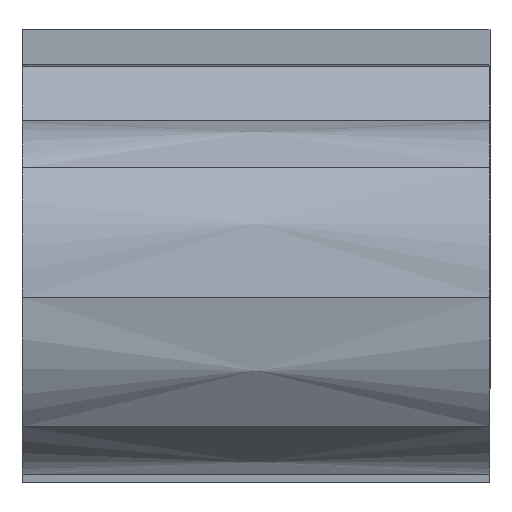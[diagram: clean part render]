
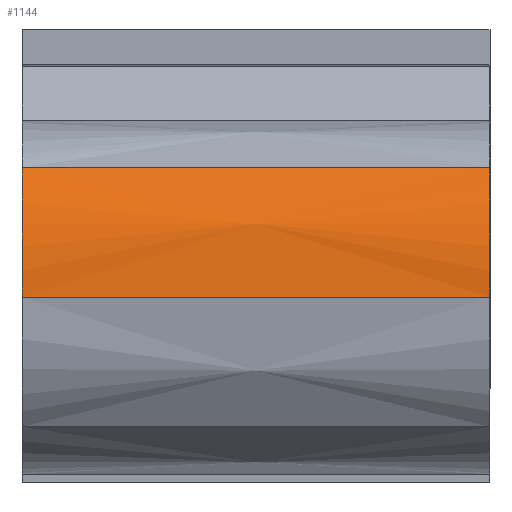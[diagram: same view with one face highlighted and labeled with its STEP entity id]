
A CAD part, left-side view. The second image highlights one B-rep face of the part: STEP entity #1144.
In plain terms, the highlighted face is a extrusion surface.
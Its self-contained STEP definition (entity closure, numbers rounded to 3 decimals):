
#143 = PLANE('',#144);
#144 = AXIS2_PLACEMENT_3D('',#145,#146,#147);
#145 = CARTESIAN_POINT('',(-48.989,-9.678,20.));
#146 = DIRECTION('',(0.,0.,1.));
#147 = DIRECTION('',(1.,0.,0.));
#199 = PLANE('',#200);
#200 = AXIS2_PLACEMENT_3D('',#201,#202,#203);
#201 = CARTESIAN_POINT('',(-48.989,-9.678,0.));
#202 = DIRECTION('',(0.,0.,1.));
#203 = DIRECTION('',(1.,0.,0.));
#1032 = SURFACE_OF_LINEAR_EXTRUSION('',#1033,#1037);
#1033 = B_SPLINE_CURVE_WITH_KNOTS('',2,(#1034,#1035,#1036),
  .UNSPECIFIED.,.F.,.F.,(3,3),(0.,1.),.PIECEWISE_BEZIER_KNOTS.);
#1034 = CARTESIAN_POINT('',(-40.747,-9.961,0.));
#1035 = CARTESIAN_POINT('',(-44.058,-9.961,0.));
#1036 = CARTESIAN_POINT('',(-45.962,-7.935,0.));
#1037 = VECTOR('',#1038,1.);
#1038 = DIRECTION('',(-0.,-0.,-1.));
#1072 = VERTEX_POINT('',#1073);
#1073 = CARTESIAN_POINT('',(-45.962,-7.935,20.));
#1094 = EDGE_CURVE('',#1095,#1072,#1097,.T.);
#1095 = VERTEX_POINT('',#1096);
#1096 = CARTESIAN_POINT('',(-45.962,-7.935,0.));
#1097 = SURFACE_CURVE('',#1098,(#1102,#1109),.PCURVE_S1.);
#1098 = LINE('',#1099,#1100);
#1099 = CARTESIAN_POINT('',(-45.962,-7.935,0.));
#1100 = VECTOR('',#1101,1.);
#1101 = DIRECTION('',(0.,0.,1.));
#1102 = PCURVE('',#1032,#1103);
#1103 = DEFINITIONAL_REPRESENTATION('',(#1104),#1108);
#1104 = LINE('',#1105,#1106);
#1105 = CARTESIAN_POINT('',(1.,0.));
#1106 = VECTOR('',#1107,1.);
#1107 = DIRECTION('',(0.,-1.));
#1108 = ( GEOMETRIC_REPRESENTATION_CONTEXT(2) 
PARAMETRIC_REPRESENTATION_CONTEXT() REPRESENTATION_CONTEXT('2D SPACE',''
  ) );
#1109 = PCURVE('',#1110,#1117);
#1110 = SURFACE_OF_LINEAR_EXTRUSION('',#1111,#1115);
#1111 = B_SPLINE_CURVE_WITH_KNOTS('',2,(#1112,#1113,#1114),
  .UNSPECIFIED.,.F.,.F.,(3,3),(0.,1.),.PIECEWISE_BEZIER_KNOTS.);
#1112 = CARTESIAN_POINT('',(-45.962,-7.935,0.));
#1113 = CARTESIAN_POINT('',(-47.866,-5.908,0.));
#1114 = CARTESIAN_POINT('',(-47.866,-2.402,0.));
#1115 = VECTOR('',#1116,1.);
#1116 = DIRECTION('',(-0.,-0.,-1.));
#1117 = DEFINITIONAL_REPRESENTATION('',(#1118),#1122);
#1118 = LINE('',#1119,#1120);
#1119 = CARTESIAN_POINT('',(0.,0.));
#1120 = VECTOR('',#1121,1.);
#1121 = DIRECTION('',(0.,-1.));
#1122 = ( GEOMETRIC_REPRESENTATION_CONTEXT(2) 
PARAMETRIC_REPRESENTATION_CONTEXT() REPRESENTATION_CONTEXT('2D SPACE',''
  ) );
#1144 = ADVANCED_FACE('',(#1145),#1110,.T.);
#1145 = FACE_BOUND('',#1146,.T.);
#1146 = EDGE_LOOP('',(#1147,#1148,#1171,#1201));
#1147 = ORIENTED_EDGE('',*,*,#1094,.T.);
#1148 = ORIENTED_EDGE('',*,*,#1149,.T.);
#1149 = EDGE_CURVE('',#1072,#1150,#1152,.T.);
#1150 = VERTEX_POINT('',#1151);
#1151 = CARTESIAN_POINT('',(-47.866,-2.402,20.));
#1152 = SURFACE_CURVE('',#1153,(#1157,#1164),.PCURVE_S1.);
#1153 = B_SPLINE_CURVE_WITH_KNOTS('',2,(#1154,#1155,#1156),
  .UNSPECIFIED.,.F.,.F.,(3,3),(0.,1.),.PIECEWISE_BEZIER_KNOTS.);
#1154 = CARTESIAN_POINT('',(-45.962,-7.935,20.));
#1155 = CARTESIAN_POINT('',(-47.866,-5.908,20.));
#1156 = CARTESIAN_POINT('',(-47.866,-2.402,20.));
#1157 = PCURVE('',#1110,#1158);
#1158 = DEFINITIONAL_REPRESENTATION('',(#1159),#1163);
#1159 = LINE('',#1160,#1161);
#1160 = CARTESIAN_POINT('',(0.,-20.));
#1161 = VECTOR('',#1162,1.);
#1162 = DIRECTION('',(1.,0.));
#1163 = ( GEOMETRIC_REPRESENTATION_CONTEXT(2) 
PARAMETRIC_REPRESENTATION_CONTEXT() REPRESENTATION_CONTEXT('2D SPACE',''
  ) );
#1164 = PCURVE('',#143,#1165);
#1165 = DEFINITIONAL_REPRESENTATION('',(#1166),#1170);
#1166 = B_SPLINE_CURVE_WITH_KNOTS('',2,(#1167,#1168,#1169),
  .UNSPECIFIED.,.F.,.F.,(3,3),(0.,1.),.PIECEWISE_BEZIER_KNOTS.);
#1167 = CARTESIAN_POINT('',(3.027,1.743));
#1168 = CARTESIAN_POINT('',(1.123,3.77));
#1169 = CARTESIAN_POINT('',(1.123,7.275));
#1170 = ( GEOMETRIC_REPRESENTATION_CONTEXT(2) 
PARAMETRIC_REPRESENTATION_CONTEXT() REPRESENTATION_CONTEXT('2D SPACE',''
  ) );
#1171 = ORIENTED_EDGE('',*,*,#1172,.F.);
#1172 = EDGE_CURVE('',#1173,#1150,#1175,.T.);
#1173 = VERTEX_POINT('',#1174);
#1174 = CARTESIAN_POINT('',(-47.866,-2.402,0.));
#1175 = SURFACE_CURVE('',#1176,(#1180,#1187),.PCURVE_S1.);
#1176 = LINE('',#1177,#1178);
#1177 = CARTESIAN_POINT('',(-47.866,-2.402,0.));
#1178 = VECTOR('',#1179,1.);
#1179 = DIRECTION('',(0.,0.,1.));
#1180 = PCURVE('',#1110,#1181);
#1181 = DEFINITIONAL_REPRESENTATION('',(#1182),#1186);
#1182 = LINE('',#1183,#1184);
#1183 = CARTESIAN_POINT('',(1.,0.));
#1184 = VECTOR('',#1185,1.);
#1185 = DIRECTION('',(0.,-1.));
#1186 = ( GEOMETRIC_REPRESENTATION_CONTEXT(2) 
PARAMETRIC_REPRESENTATION_CONTEXT() REPRESENTATION_CONTEXT('2D SPACE',''
  ) );
#1187 = PCURVE('',#1188,#1195);
#1188 = SURFACE_OF_LINEAR_EXTRUSION('',#1189,#1193);
#1189 = B_SPLINE_CURVE_WITH_KNOTS('',2,(#1190,#1191,#1192),
  .UNSPECIFIED.,.F.,.F.,(3,3),(0.,1.),.PIECEWISE_BEZIER_KNOTS.);
#1190 = CARTESIAN_POINT('',(-47.866,-2.402,0.));
#1191 = CARTESIAN_POINT('',(-47.866,1.113,0.));
#1192 = CARTESIAN_POINT('',(-45.962,3.14,0.));
#1193 = VECTOR('',#1194,1.);
#1194 = DIRECTION('',(-0.,-0.,-1.));
#1195 = DEFINITIONAL_REPRESENTATION('',(#1196),#1200);
#1196 = LINE('',#1197,#1198);
#1197 = CARTESIAN_POINT('',(0.,0.));
#1198 = VECTOR('',#1199,1.);
#1199 = DIRECTION('',(0.,-1.));
#1200 = ( GEOMETRIC_REPRESENTATION_CONTEXT(2) 
PARAMETRIC_REPRESENTATION_CONTEXT() REPRESENTATION_CONTEXT('2D SPACE',''
  ) );
#1201 = ORIENTED_EDGE('',*,*,#1202,.F.);
#1202 = EDGE_CURVE('',#1095,#1173,#1203,.T.);
#1203 = SURFACE_CURVE('',#1204,(#1208,#1215),.PCURVE_S1.);
#1204 = B_SPLINE_CURVE_WITH_KNOTS('',2,(#1205,#1206,#1207),
  .UNSPECIFIED.,.F.,.F.,(3,3),(0.,1.),.PIECEWISE_BEZIER_KNOTS.);
#1205 = CARTESIAN_POINT('',(-45.962,-7.935,0.));
#1206 = CARTESIAN_POINT('',(-47.866,-5.908,0.));
#1207 = CARTESIAN_POINT('',(-47.866,-2.402,0.));
#1208 = PCURVE('',#1110,#1209);
#1209 = DEFINITIONAL_REPRESENTATION('',(#1210),#1214);
#1210 = LINE('',#1211,#1212);
#1211 = CARTESIAN_POINT('',(0.,0.));
#1212 = VECTOR('',#1213,1.);
#1213 = DIRECTION('',(1.,0.));
#1214 = ( GEOMETRIC_REPRESENTATION_CONTEXT(2) 
PARAMETRIC_REPRESENTATION_CONTEXT() REPRESENTATION_CONTEXT('2D SPACE',''
  ) );
#1215 = PCURVE('',#199,#1216);
#1216 = DEFINITIONAL_REPRESENTATION('',(#1217),#1221);
#1217 = B_SPLINE_CURVE_WITH_KNOTS('',2,(#1218,#1219,#1220),
  .UNSPECIFIED.,.F.,.F.,(3,3),(0.,1.),.PIECEWISE_BEZIER_KNOTS.);
#1218 = CARTESIAN_POINT('',(3.027,1.743));
#1219 = CARTESIAN_POINT('',(1.123,3.77));
#1220 = CARTESIAN_POINT('',(1.123,7.275));
#1221 = ( GEOMETRIC_REPRESENTATION_CONTEXT(2) 
PARAMETRIC_REPRESENTATION_CONTEXT() REPRESENTATION_CONTEXT('2D SPACE',''
  ) );
